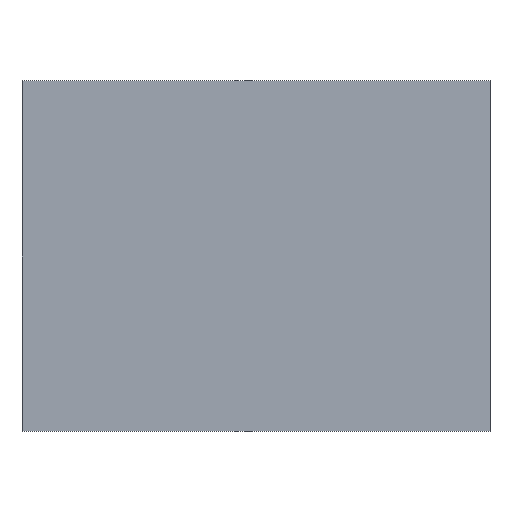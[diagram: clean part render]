
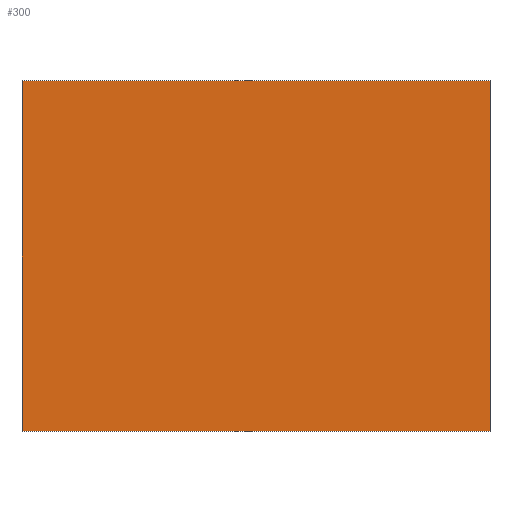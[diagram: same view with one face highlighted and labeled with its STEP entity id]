
A CAD part, front view. The second image highlights one B-rep face of the part: STEP entity #300.
In plain terms, the highlighted planar face has unit normal (0, -1, 0).
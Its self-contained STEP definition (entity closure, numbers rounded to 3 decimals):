
#54 = PLANE ( 'NONE',  #624 ) ;
#109 = ORIENTED_EDGE ( 'NONE', *, *, #1263, .F. ) ;
#168 = EDGE_CURVE ( 'NONE', #745, #1226, #682, .T. ) ;
#186 = EDGE_LOOP ( 'NONE', ( #109, #636, #345, #510 ) ) ;
#195 = VERTEX_POINT ( 'NONE', #1362 ) ;
#298 = FACE_OUTER_BOUND ( 'NONE', #186, .T. ) ;
#300 = ADVANCED_FACE ( 'NONE', ( #298 ), #54, .T. ) ;
#345 = ORIENTED_EDGE ( 'NONE', *, *, #452, .F. ) ;
#436 = CARTESIAN_POINT ( 'NONE',  ( -7.35, -0.5, -5.5 ) ) ;
#440 = LINE ( 'NONE', #523, #649 ) ;
#452 = EDGE_CURVE ( 'NONE', #1167, #745, #770, .T. ) ;
#483 = LINE ( 'NONE', #827, #1266 ) ;
#510 = ORIENTED_EDGE ( 'NONE', *, *, #637, .F. ) ;
#523 = CARTESIAN_POINT ( 'NONE',  ( 7.35, -0.5, 5.5 ) ) ;
#624 = AXIS2_PLACEMENT_3D ( 'NONE', #735, #866, #1302 ) ;
#636 = ORIENTED_EDGE ( 'NONE', *, *, #168, .F. ) ;
#637 = EDGE_CURVE ( 'NONE', #195, #1167, #483, .T. ) ;
#649 = VECTOR ( 'NONE', #1104, 1000. ) ;
#682 = LINE ( 'NONE', #990, #883 ) ;
#735 = CARTESIAN_POINT ( 'NONE',  ( 7.35, -0.5, -5.5 ) ) ;
#741 = CARTESIAN_POINT ( 'NONE',  ( 7.35, -0.5, 5.5 ) ) ;
#745 = VERTEX_POINT ( 'NONE', #1260 ) ;
#770 = LINE ( 'NONE', #1441, #1235 ) ;
#783 = DIRECTION ( 'NONE',  ( 0., 0., 1. ) ) ;
#827 = CARTESIAN_POINT ( 'NONE',  ( -7.35, -0.5, -5.5 ) ) ;
#866 = DIRECTION ( 'NONE',  ( 0., -1., 0. ) ) ;
#883 = VECTOR ( 'NONE', #1430, 1000. ) ;
#990 = CARTESIAN_POINT ( 'NONE',  ( -7.35, -0.5, 5.5 ) ) ;
#1104 = DIRECTION ( 'NONE',  ( 0., 0., -1. ) ) ;
#1167 = VERTEX_POINT ( 'NONE', #436 ) ;
#1226 = VERTEX_POINT ( 'NONE', #741 ) ;
#1235 = VECTOR ( 'NONE', #783, 1000. ) ;
#1260 = CARTESIAN_POINT ( 'NONE',  ( -7.35, -0.5, 5.5 ) ) ;
#1263 = EDGE_CURVE ( 'NONE', #1226, #195, #440, .T. ) ;
#1266 = VECTOR ( 'NONE', #1379, 1000. ) ;
#1302 = DIRECTION ( 'NONE',  ( 0., 0., -1. ) ) ;
#1362 = CARTESIAN_POINT ( 'NONE',  ( 7.35, -0.5, -5.5 ) ) ;
#1379 = DIRECTION ( 'NONE',  ( -1., 0., 0. ) ) ;
#1430 = DIRECTION ( 'NONE',  ( 1., 0., 0. ) ) ;
#1441 = CARTESIAN_POINT ( 'NONE',  ( -7.35, -0.5, 5.5 ) ) ;
